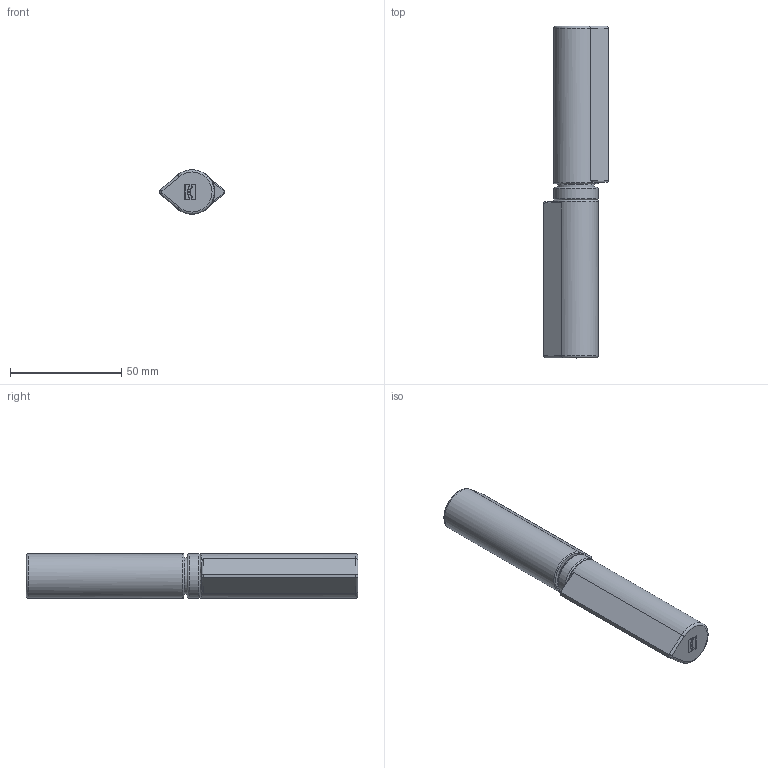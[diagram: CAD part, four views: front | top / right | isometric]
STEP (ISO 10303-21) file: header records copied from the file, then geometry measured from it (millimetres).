
FILE_DESCRIPTION(/* description */ ('CERNIERA 497-150 CON PERNO IN OTTONE'),/* implementation_level */ '2;1');
FILE_NAME(/* name */ '11648015.stp',/* time_stamp */ '2023-11-30T14:34:18+01:00',/* author */ ('gcocco'),/* organization */ (''),/* preprocessor_version */ 'ST-DEVELOPER v19.2',/* originating_system */ 'Autodesk Inventor 2023',/* authorisation */ '');
FILE_SCHEMA (('AUTOMOTIVE_DESIGN { 1 0 10303 214 3 1 1 }'));
Length unit declared in the file: millimetre
Products named in the file (4): 11648015; 74900009  001; 22900933; 21004305
Assembly tree (4 placements, depth 2):
  11648015
    74900009  001
    22900933  x2
    21004305
Bounding box: 29 x 149.3 x 20 mm (x, y, z)
Volume: 43277.8 mm3; surface area: 19976.4 mm2
Topology: 23 solids, 23 shells, 480 faces, 1171 edges, 711 vertices
Faces by surface type: plane 252, cylinder 136, torus 57, sphere 18, cone 13, bspline 4
Full cylindrical faces by diameter (mm): 7.5 x1, 11.5 x1, 11.8 x2, 12 x3, 12.002 x2, 12.3 x1, 16.274 x1, 17.101 x1, 18.018 x1, 20 x1
Entity records: 12540 total; most frequent: CARTESIAN_POINT 2294, DIRECTION 2248, ORIENTED_EDGE 1992, EDGE_CURVE 996, AXIS2_PLACEMENT_3D 853, VERTEX_POINT 683, LINE 542, VECTOR 542
